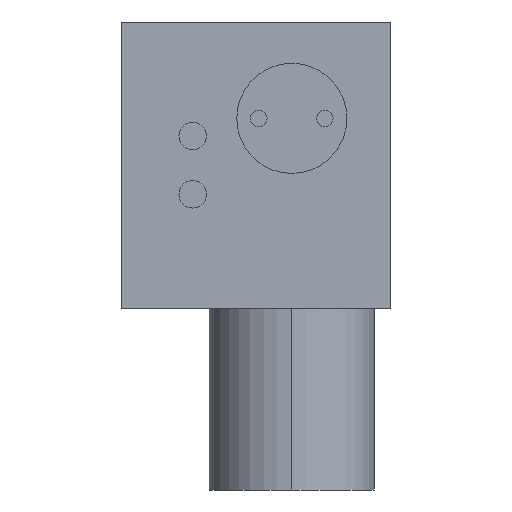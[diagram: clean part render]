
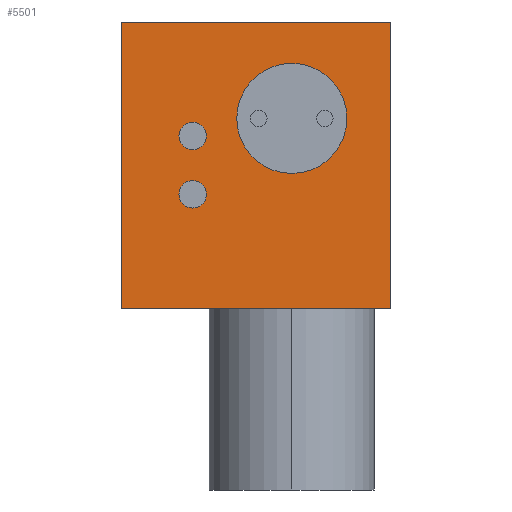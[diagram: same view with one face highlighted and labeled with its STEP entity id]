
A CAD part, left-side view. The second image highlights one B-rep face of the part: STEP entity #5501.
In plain terms, the highlighted planar face has unit normal (-1, 0, 0).
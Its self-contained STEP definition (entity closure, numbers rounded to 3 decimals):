
#317=DIRECTION('',(0.,-1.,0.));
#318=VECTOR('',#317,49.);
#319=CARTESIAN_POINT('',(0.,49.,0.));
#320=LINE('',#319,#318);
#939=DIRECTION('',(0.,0.,1.));
#940=VECTOR('',#939,52.);
#941=CARTESIAN_POINT('',(0.,49.,-52.));
#942=LINE('',#941,#940);
#983=DIRECTION('',(0.,-1.,0.));
#984=VECTOR('',#983,49.);
#985=CARTESIAN_POINT('',(0.,49.,-52.));
#986=LINE('',#985,#984);
#987=DIRECTION('',(0.,0.,1.));
#988=VECTOR('',#987,52.);
#989=CARTESIAN_POINT('',(0.,0.,-52.));
#990=LINE('',#989,#988);
#991=CARTESIAN_POINT('',(0.,18.,-17.5));
#992=DIRECTION('',(1.,0.,0.));
#993=DIRECTION('',(0.,0.,-1.));
#994=AXIS2_PLACEMENT_3D('',#991,#992,#993);
#996=CARTESIAN_POINT('',(0.,18.,-17.5));
#997=DIRECTION('',(1.,0.,0.));
#998=DIRECTION('',(0.,0.,1.));
#999=AXIS2_PLACEMENT_3D('',#996,#997,#998);
#1001=CARTESIAN_POINT('',(0.,36.,-31.3));
#1002=DIRECTION('',(1.,0.,0.));
#1003=DIRECTION('',(0.,0.,-1.));
#1004=AXIS2_PLACEMENT_3D('',#1001,#1002,#1003);
#1006=CARTESIAN_POINT('',(0.,36.,-31.3));
#1007=DIRECTION('',(1.,0.,0.));
#1008=DIRECTION('',(0.,0.,1.));
#1009=AXIS2_PLACEMENT_3D('',#1006,#1007,#1008);
#1011=CARTESIAN_POINT('',(0.,36.,-20.7));
#1012=DIRECTION('',(1.,0.,0.));
#1013=DIRECTION('',(0.,0.,-1.));
#1014=AXIS2_PLACEMENT_3D('',#1011,#1012,#1013);
#1016=CARTESIAN_POINT('',(0.,36.,-20.7));
#1017=DIRECTION('',(1.,0.,0.));
#1018=DIRECTION('',(0.,0.,1.));
#1019=AXIS2_PLACEMENT_3D('',#1016,#1017,#1018);
#3575=CARTESIAN_POINT('',(0.,0.,-52.));
#3576=VERTEX_POINT('',#3575);
#3577=CARTESIAN_POINT('',(0.,49.,-52.));
#3578=VERTEX_POINT('',#3577);
#3591=CARTESIAN_POINT('',(0.,0.,0.));
#3592=VERTEX_POINT('',#3591);
#3597=CARTESIAN_POINT('',(0.,49.,0.));
#3598=VERTEX_POINT('',#3597);
#3599=CARTESIAN_POINT('',(0.,18.,-27.5));
#3600=CARTESIAN_POINT('',(0.,18.,-7.5));
#3601=VERTEX_POINT('',#3599);
#3602=VERTEX_POINT('',#3600);
#3603=CARTESIAN_POINT('',(0.,36.,-33.8));
#3604=CARTESIAN_POINT('',(0.,36.,-28.8));
#3605=VERTEX_POINT('',#3603);
#3606=VERTEX_POINT('',#3604);
#3607=CARTESIAN_POINT('',(0.,36.,-23.2));
#3608=CARTESIAN_POINT('',(0.,36.,-18.2));
#3609=VERTEX_POINT('',#3607);
#3610=VERTEX_POINT('',#3608);
#5471=CARTESIAN_POINT('',(0.,24.5,-26.));
#5472=DIRECTION('',(1.,0.,0.));
#5473=DIRECTION('',(0.,-1.,0.));
#5474=AXIS2_PLACEMENT_3D('',#5471,#5472,#5473);
#5475=PLANE('',#5474);
#5476=ORIENTED_EDGE('',*,*,#5348,.F.);
#5477=ORIENTED_EDGE('',*,*,#5442,.T.);
#5478=ORIENTED_EDGE('',*,*,#4921,.T.);
#5480=ORIENTED_EDGE('',*,*,#5479,.F.);
#5481=EDGE_LOOP('',(#5476,#5477,#5478,#5480));
#5482=FACE_OUTER_BOUND('',#5481,.F.);
#5484=ORIENTED_EDGE('',*,*,#5483,.F.);
#5486=ORIENTED_EDGE('',*,*,#5485,.F.);
#5487=EDGE_LOOP('',(#5484,#5486));
#5488=FACE_BOUND('',#5487,.F.);
#5490=ORIENTED_EDGE('',*,*,#5489,.F.);
#5492=ORIENTED_EDGE('',*,*,#5491,.F.);
#5493=EDGE_LOOP('',(#5490,#5492));
#5494=FACE_BOUND('',#5493,.F.);
#5496=ORIENTED_EDGE('',*,*,#5495,.F.);
#5498=ORIENTED_EDGE('',*,*,#5497,.F.);
#5499=EDGE_LOOP('',(#5496,#5498));
#5500=FACE_BOUND('',#5499,.F.);
#5501=ADVANCED_FACE('',(#5482,#5488,#5494,#5500),#5475,.F.);
#995=CIRCLE('',#994,10.);
#1000=CIRCLE('',#999,10.);
#1005=CIRCLE('',#1004,2.5);
#1010=CIRCLE('',#1009,2.5);
#1015=CIRCLE('',#1014,2.5);
#1020=CIRCLE('',#1019,2.5);
#4921=EDGE_CURVE('',#3598,#3592,#320,.T.);
#5348=EDGE_CURVE('',#3578,#3576,#986,.T.);
#5442=EDGE_CURVE('',#3578,#3598,#942,.T.);
#5479=EDGE_CURVE('',#3576,#3592,#990,.T.);
#5483=EDGE_CURVE('',#3601,#3602,#995,.T.);
#5485=EDGE_CURVE('',#3602,#3601,#1000,.T.);
#5489=EDGE_CURVE('',#3605,#3606,#1005,.T.);
#5491=EDGE_CURVE('',#3606,#3605,#1010,.T.);
#5495=EDGE_CURVE('',#3609,#3610,#1015,.T.);
#5497=EDGE_CURVE('',#3610,#3609,#1020,.T.);
